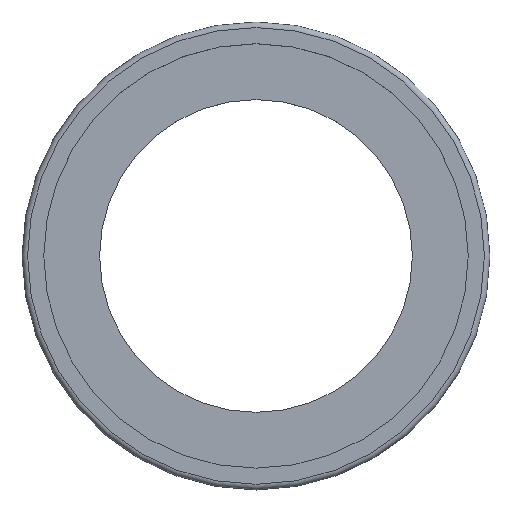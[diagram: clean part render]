
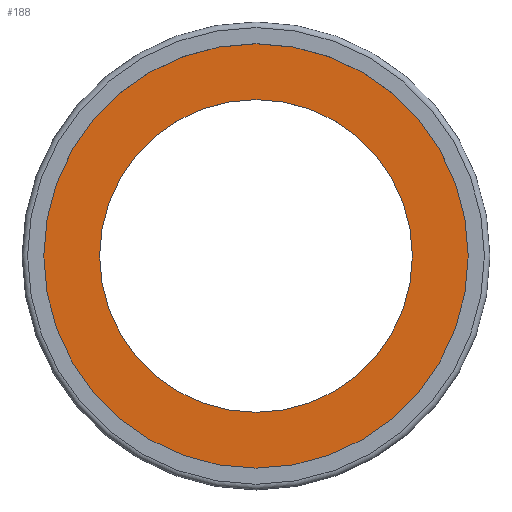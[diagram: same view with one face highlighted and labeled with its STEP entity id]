
A CAD part, top view. The second image highlights one B-rep face of the part: STEP entity #188.
In plain terms, the highlighted planar face has unit normal (0, 0, 1).
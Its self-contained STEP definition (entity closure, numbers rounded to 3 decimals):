
#18=FACE_BOUND('',#64,.T.);
#22=PLANE('',#225);
#48=FACE_OUTER_BOUND('',#63,.T.);
#63=EDGE_LOOP('',(#170));
#64=EDGE_LOOP('',(#171));
#78=CIRCLE('',#221,19.05);
#80=CIRCLE('',#224,14.036);
#99=VERTEX_POINT('',#575);
#101=VERTEX_POINT('',#581);
#122=EDGE_CURVE('',#99,#99,#78,.T.);
#125=EDGE_CURVE('',#101,#101,#80,.T.);
#170=ORIENTED_EDGE('',*,*,#122,.T.);
#171=ORIENTED_EDGE('',*,*,#125,.T.);
#188=ADVANCED_FACE('',(#48,#18),#22,.T.);
#221=AXIS2_PLACEMENT_3D('',#577,#266,#267);
#224=AXIS2_PLACEMENT_3D('',#583,#273,#274);
#225=AXIS2_PLACEMENT_3D('',#584,#275,#276);
#266=DIRECTION('center_axis',(0.,0.,1.));
#267=DIRECTION('ref_axis',(1.,0.,0.));
#273=DIRECTION('center_axis',(0.,0.,-1.));
#274=DIRECTION('ref_axis',(1.,0.,0.));
#275=DIRECTION('center_axis',(0.,0.,1.));
#276=DIRECTION('ref_axis',(1.,0.,0.));
#575=CARTESIAN_POINT('',(-19.05,0.,0.));
#577=CARTESIAN_POINT('Origin',(0.,0.,0.));
#581=CARTESIAN_POINT('',(-14.036,0.,0.));
#583=CARTESIAN_POINT('Origin',(0.,0.,0.));
#584=CARTESIAN_POINT('Origin',(0.,0.,0.));
